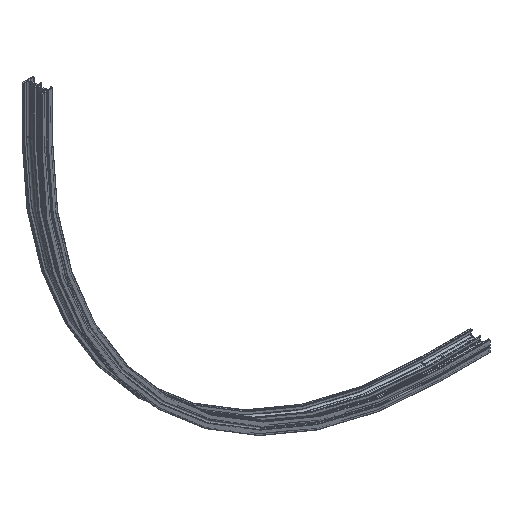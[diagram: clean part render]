
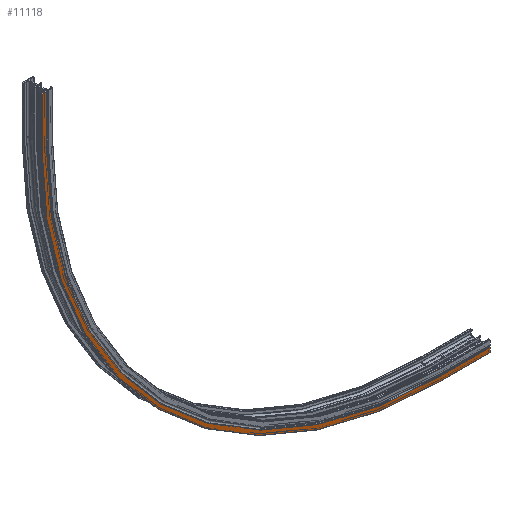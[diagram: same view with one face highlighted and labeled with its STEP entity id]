
A CAD part, isometric view. The second image highlights one B-rep face of the part: STEP entity #11118.
In plain terms, the highlighted planar face has unit normal (0, -1, 0).
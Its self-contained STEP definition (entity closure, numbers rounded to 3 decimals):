
#526 = ORIENTED_EDGE ( 'NONE', *, *, #4493, .F. ) ;
#655 = VERTEX_POINT ( 'NONE', #11002 ) ;
#715 = VERTEX_POINT ( 'NONE', #15952 ) ;
#1016 = AXIS2_PLACEMENT_3D ( 'NONE', #4460, #10632, #4179 ) ;
#1136 = VERTEX_POINT ( 'NONE', #19550 ) ;
#1194 = EDGE_CURVE ( 'NONE', #16088, #655, #20876, .T. ) ;
#1635 = CARTESIAN_POINT ( 'NONE',  ( 1350., -30.5, -1203.24 ) ) ;
#1712 = CARTESIAN_POINT ( 'NONE',  ( -16.25, -30.5, 150. ) ) ;
#1772 = ORIENTED_EDGE ( 'NONE', *, *, #20468, .F. ) ;
#1832 = CARTESIAN_POINT ( 'NONE',  ( 17.25, -30.5, 150. ) ) ;
#2126 = VECTOR ( 'NONE', #11414, 1000. ) ;
#2259 = VECTOR ( 'NONE', #13730, 1000. ) ;
#2282 = CARTESIAN_POINT ( 'NONE',  ( -3.24, -30.5, 150. ) ) ;
#2836 = DIRECTION ( 'NONE',  ( -1., 0., 0. ) ) ;
#3062 = CARTESIAN_POINT ( 'NONE',  ( 1350., -30.5, -1216.25 ) ) ;
#3144 = EDGE_CURVE ( 'NONE', #5104, #10149, #13132, .T. ) ;
#3219 = EDGE_CURVE ( 'NONE', #1136, #10149, #11855, .T. ) ;
#3254 = VECTOR ( 'NONE', #6867, 1000. ) ;
#3789 = DIRECTION ( 'NONE',  ( 1., 0., 0. ) ) ;
#4179 = DIRECTION ( 'NONE',  ( 0., 0., 1. ) ) ;
#4460 = CARTESIAN_POINT ( 'NONE',  ( 1200., -30.5, 0. ) ) ;
#4493 = EDGE_CURVE ( 'NONE', #5104, #18898, #18138, .T. ) ;
#5104 = VERTEX_POINT ( 'NONE', #1712 ) ;
#5680 = CARTESIAN_POINT ( 'NONE',  ( -16.25, -30.5, 0. ) ) ;
#5943 = CARTESIAN_POINT ( 'NONE',  ( -3.24, -30.5, 0. ) ) ;
#6375 = AXIS2_PLACEMENT_3D ( 'NONE', #1832, #19451, #8223 ) ;
#6441 = CARTESIAN_POINT ( 'NONE',  ( 1350., -30.5, -1203.24 ) ) ;
#6867 = DIRECTION ( 'NONE',  ( 0., 0., -1. ) ) ;
#7310 = ORIENTED_EDGE ( 'NONE', *, *, #3219, .F. ) ;
#7828 = ORIENTED_EDGE ( 'NONE', *, *, #3144, .T. ) ;
#8122 = DIRECTION ( 'NONE',  ( 0., 1., 0. ) ) ;
#8223 = DIRECTION ( 'NONE',  ( -1., 0., 0. ) ) ;
#9101 = ORIENTED_EDGE ( 'NONE', *, *, #1194, .T. ) ;
#10020 = VECTOR ( 'NONE', #2836, 1000. ) ;
#10149 = VERTEX_POINT ( 'NONE', #5680 ) ;
#10360 = LINE ( 'NONE', #17192, #2259 ) ;
#10538 = VECTOR ( 'NONE', #3789, 1000. ) ;
#10632 = DIRECTION ( 'NONE',  ( 0., 1., 0. ) ) ;
#10993 = ORIENTED_EDGE ( 'NONE', *, *, #14507, .T. ) ;
#11002 = CARTESIAN_POINT ( 'NONE',  ( 1200., -30.5, -1203.24 ) ) ;
#11118 = ADVANCED_FACE ( 'NONE', ( #20248 ), #19593, .F. ) ;
#11163 = AXIS2_PLACEMENT_3D ( 'NONE', #13048, #8122, #19496 ) ;
#11414 = DIRECTION ( 'NONE',  ( -1., 0., 0. ) ) ;
#11814 = VECTOR ( 'NONE', #16810, 1000. ) ;
#11855 = CIRCLE ( 'NONE', #11163, 1216.25 ) ;
#12426 = ORIENTED_EDGE ( 'NONE', *, *, #15958, .T. ) ;
#12559 = LINE ( 'NONE', #2282, #11814 ) ;
#12599 = EDGE_CURVE ( 'NONE', #16088, #715, #10360, .T. ) ;
#12776 = VERTEX_POINT ( 'NONE', #5943 ) ;
#13048 = CARTESIAN_POINT ( 'NONE',  ( 1200., -30.5, 0. ) ) ;
#13132 = LINE ( 'NONE', #19766, #3254 ) ;
#13414 = CARTESIAN_POINT ( 'NONE',  ( -3.24, -30.5, 150. ) ) ;
#13730 = DIRECTION ( 'NONE',  ( 0., 0., -1. ) ) ;
#14308 = LINE ( 'NONE', #3062, #10020 ) ;
#14507 = EDGE_CURVE ( 'NONE', #12776, #18898, #12559, .T. ) ;
#15952 = CARTESIAN_POINT ( 'NONE',  ( 1350., -30.5, -1216.25 ) ) ;
#15958 = EDGE_CURVE ( 'NONE', #655, #12776, #17465, .T. ) ;
#16088 = VERTEX_POINT ( 'NONE', #6441 ) ;
#16810 = DIRECTION ( 'NONE',  ( 0., 0., 1. ) ) ;
#17192 = CARTESIAN_POINT ( 'NONE',  ( 1350., -30.5, -1203.24 ) ) ;
#17465 = CIRCLE ( 'NONE', #1016, 1203.24 ) ;
#18138 = LINE ( 'NONE', #20208, #10538 ) ;
#18806 = EDGE_LOOP ( 'NONE', ( #7828, #7310, #1772, #19077, #9101, #12426, #10993, #526 ) ) ;
#18898 = VERTEX_POINT ( 'NONE', #13414 ) ;
#19077 = ORIENTED_EDGE ( 'NONE', *, *, #12599, .F. ) ;
#19451 = DIRECTION ( 'NONE',  ( 0., 1., 0. ) ) ;
#19496 = DIRECTION ( 'NONE',  ( 0., 0., 1. ) ) ;
#19550 = CARTESIAN_POINT ( 'NONE',  ( 1200., -30.5, -1216.25 ) ) ;
#19593 = PLANE ( 'NONE',  #6375 ) ;
#19766 = CARTESIAN_POINT ( 'NONE',  ( -16.25, -30.5, 150. ) ) ;
#20208 = CARTESIAN_POINT ( 'NONE',  ( 17.25, -30.5, 150. ) ) ;
#20248 = FACE_OUTER_BOUND ( 'NONE', #18806, .T. ) ;
#20468 = EDGE_CURVE ( 'NONE', #715, #1136, #14308, .T. ) ;
#20876 = LINE ( 'NONE', #1635, #2126 ) ;
